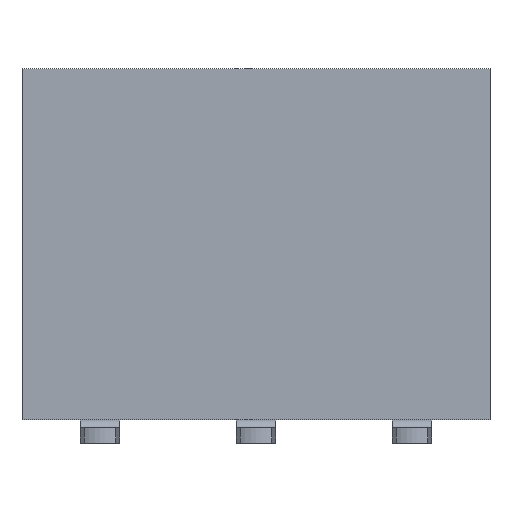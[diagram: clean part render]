
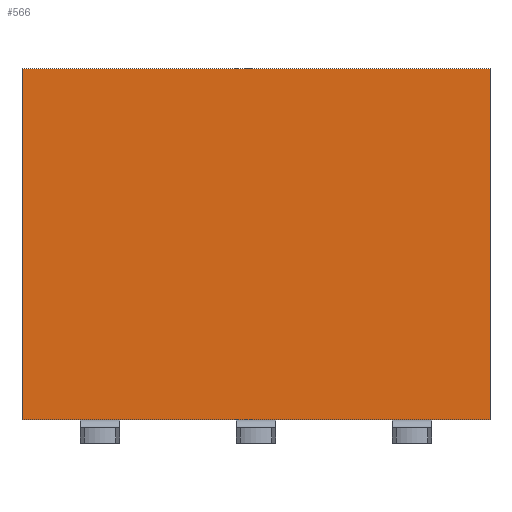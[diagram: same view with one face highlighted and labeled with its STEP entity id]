
A CAD part, left-side view. The second image highlights one B-rep face of the part: STEP entity #566.
In plain terms, the highlighted planar face has unit normal (-1, 0, 0).
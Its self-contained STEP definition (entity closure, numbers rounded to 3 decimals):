
#12=DIRECTION('',(0.,0.,1.));
#26=VECTOR('',#12,1.);
#50=VERTEX_POINT('',#51);
#51=CARTESIAN_POINT('',(-2.,-3.,0.3));
#56=DIRECTION('',(1.,0.,0.));
#58=EDGE_CURVE('',#50,#59,#61,.T.);
#59=VERTEX_POINT('',#60);
#60=CARTESIAN_POINT('',(-2.,-3.,4.8));
#61=LINE('',#51,#26);
#97=VERTEX_POINT('',#98);
#98=CARTESIAN_POINT('',(-2.,3.,4.8));
#101=EDGE_CURVE('',#102,#97,#104,.T.);
#102=VERTEX_POINT('',#103);
#103=CARTESIAN_POINT('',(-2.,3.,0.3));
#104=LINE('',#103,#26);
#124=DIRECTION('',(0.,-1.,0.));
#140=EDGE_CURVE('',#97,#59,#141,.T.);
#141=LINE('',#98,#142);
#142=VECTOR('',#124,1.);
#292=ORIENTED_EDGE('',*,*,#293,.F.);
#293=EDGE_CURVE('',#102,#50,#294,.T.);
#294=LINE('',#103,#142);
#566=ADVANCED_FACE('',(#567),#572,.F.);
#567=FACE_BOUND('',#568,.F.);
#568=EDGE_LOOP('',(#569,#570,#571,#292));
#569=ORIENTED_EDGE('',*,*,#101,.T.);
#570=ORIENTED_EDGE('',*,*,#140,.T.);
#571=ORIENTED_EDGE('',*,*,#58,.F.);
#572=PLANE('',#573);
#573=AXIS2_PLACEMENT_3D('',#103,#56,#124);
